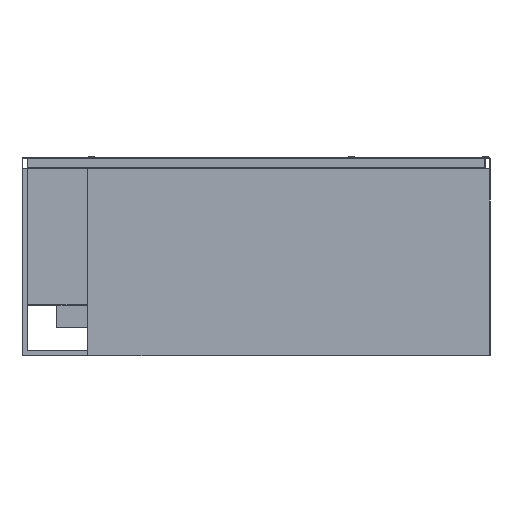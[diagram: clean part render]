
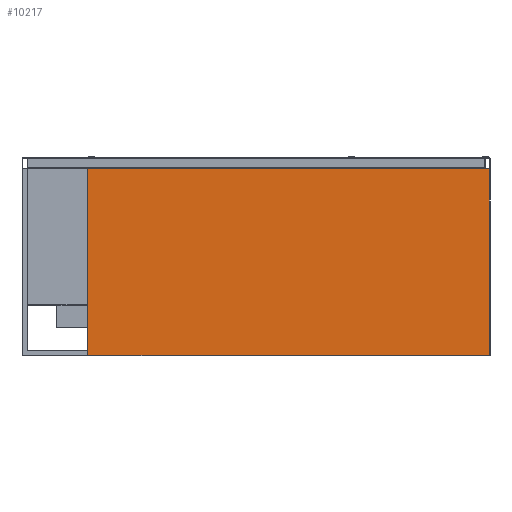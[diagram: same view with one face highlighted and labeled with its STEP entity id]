
A CAD part, front view. The second image highlights one B-rep face of the part: STEP entity #10217.
In plain terms, the highlighted planar face has unit normal (0, -1, 0).
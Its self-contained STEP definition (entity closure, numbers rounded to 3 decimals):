
#83 = LINE ( 'NONE', #11789, #14942 ) ;
#1519 = ORIENTED_EDGE ( 'NONE', *, *, #15121, .T. ) ;
#1738 = CARTESIAN_POINT ( 'NONE',  ( -772.5, -355., -758. ) ) ;
#1747 = VERTEX_POINT ( 'NONE', #2207 ) ;
#1897 = FACE_OUTER_BOUND ( 'NONE', #9487, .T. ) ;
#2181 = CARTESIAN_POINT ( 'NONE',  ( -770.5, -355., -760. ) ) ;
#2207 = CARTESIAN_POINT ( 'NONE',  ( -770.5, -355., -42. ) ) ;
#2711 = CARTESIAN_POINT ( 'NONE',  ( 770.5, -355., -760. ) ) ;
#3142 = VECTOR ( 'NONE', #4034, 1000. ) ;
#3842 = DIRECTION ( 'NONE',  ( -1., 0., 0. ) ) ;
#3984 = EDGE_CURVE ( 'NONE', #4249, #1747, #83, .T. ) ;
#4034 = DIRECTION ( 'NONE',  ( 0., 0., 1. ) ) ;
#4249 = VERTEX_POINT ( 'NONE', #9133 ) ;
#4326 = CARTESIAN_POINT ( 'NONE',  ( -770.5, -355., -758. ) ) ;
#5335 = DIRECTION ( 'NONE',  ( 0., 0., -1. ) ) ;
#5775 = VERTEX_POINT ( 'NONE', #4326 ) ;
#6586 = CARTESIAN_POINT ( 'NONE',  ( 770.5, -355., -758. ) ) ;
#6685 = DIRECTION ( 'NONE',  ( 0., -1., 0. ) ) ;
#7656 = VERTEX_POINT ( 'NONE', #6586 ) ;
#8203 = PLANE ( 'NONE',  #15486 ) ;
#9133 = CARTESIAN_POINT ( 'NONE',  ( 770.5, -355., -42. ) ) ;
#9478 = EDGE_CURVE ( 'NONE', #1747, #5775, #19636, .T. ) ;
#9487 = EDGE_LOOP ( 'NONE', ( #11867, #19376, #1519, #16046 ) ) ;
#9629 = DIRECTION ( 'NONE',  ( 0., 0., -1. ) ) ;
#10217 = ADVANCED_FACE ( 'Fl�che8', ( #1897 ), #8203, .T. ) ;
#11298 = DIRECTION ( 'NONE',  ( 1., 0., 0. ) ) ;
#11473 = CARTESIAN_POINT ( 'NONE',  ( -772.5, -355., -760. ) ) ;
#11789 = CARTESIAN_POINT ( 'NONE',  ( -772.5, -355., -42. ) ) ;
#11867 = ORIENTED_EDGE ( 'NONE', *, *, #3984, .T. ) ;
#11886 = VECTOR ( 'NONE', #5335, 1000. ) ;
#14942 = VECTOR ( 'NONE', #3842, 1000. ) ;
#15121 = EDGE_CURVE ( 'NONE', #5775, #7656, #17186, .T. ) ;
#15486 = AXIS2_PLACEMENT_3D ( 'NONE', #11473, #6685, #9629 ) ;
#16046 = ORIENTED_EDGE ( 'NONE', *, *, #17159, .T. ) ;
#17159 = EDGE_CURVE ( 'NONE', #7656, #4249, #19888, .T. ) ;
#17186 = LINE ( 'NONE', #1738, #20121 ) ;
#19376 = ORIENTED_EDGE ( 'NONE', *, *, #9478, .T. ) ;
#19636 = LINE ( 'NONE', #2181, #11886 ) ;
#19888 = LINE ( 'NONE', #2711, #3142 ) ;
#20121 = VECTOR ( 'NONE', #11298, 1000. ) ;
